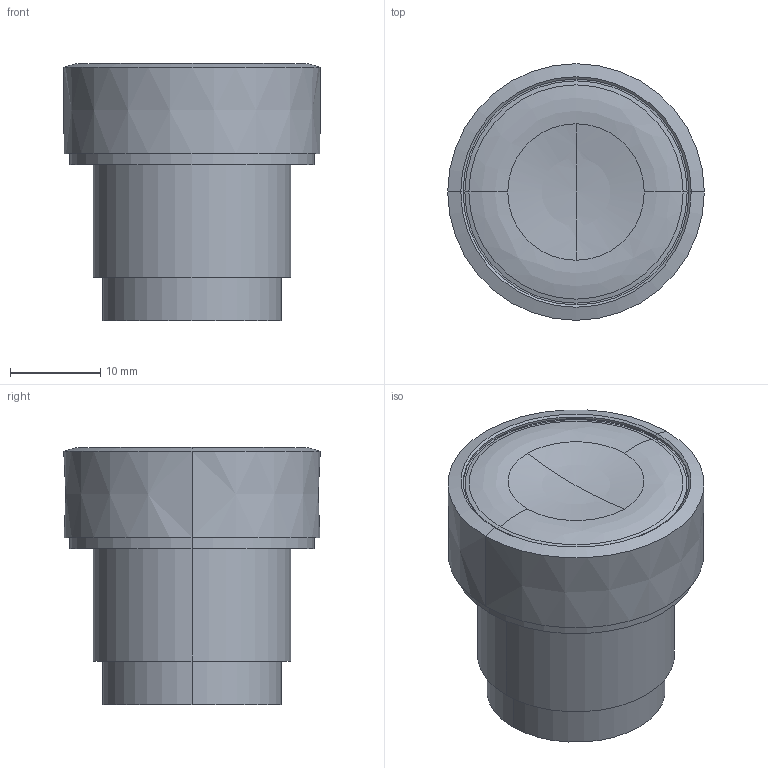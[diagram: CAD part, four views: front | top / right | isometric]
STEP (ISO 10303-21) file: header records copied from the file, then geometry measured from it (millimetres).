
FILE_DESCRIPTION(('Open CASCADE Model'),'2;1');
FILE_NAME('Open CASCADE Shape Model','2022-03-03T10:14:14',('Author'),( 'Open CASCADE'),'Open CASCADE STEP processor 7.2','Open CASCADE 7.2' ,'Unknown');
FILE_SCHEMA(('CONFIG_CONTROL_DESIGN','SHAPE_APPEARANCE_LAYER_MIM'));
Length unit declared in the file: millimetre
Products named in the file (2): 556_(1); 2678325040
Assembly tree (1 placements, depth 2):
  556_(1)
    2678325040
Bounding box: 28.5 x 28.5 x 28.65 mm (x, y, z)
Volume: 13160.2 mm3; surface area: 3431.9 mm2
Topology: 1 solids, 1 shells, 25 faces, 52 edges, 31 vertices
Faces by surface type: cone 8, cylinder 8, plane 5, bspline 2, sphere 2
Entity records: 789 total; most frequent: CARTESIAN_POINT 168, DIRECTION 130, ORIENTED_EDGE 100, AXIS2_PLACEMENT_3D 57, EDGE_CURVE 50, CIRCLE 32, VERTEX_POINT 31, FACE_BOUND 29
